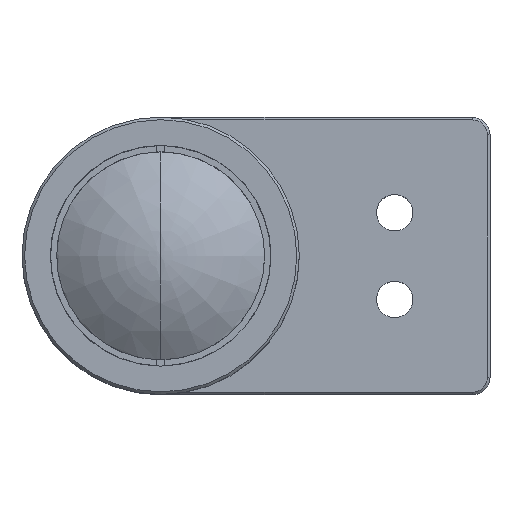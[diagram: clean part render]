
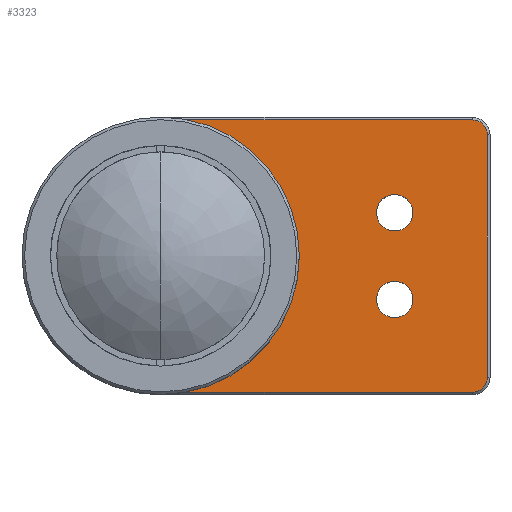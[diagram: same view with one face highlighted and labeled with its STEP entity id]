
A CAD part, top view. The second image highlights one B-rep face of the part: STEP entity #3323.
In plain terms, the highlighted planar face has unit normal (0, 0, 1).
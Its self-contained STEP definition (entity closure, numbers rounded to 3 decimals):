
#188=FACE_BOUND('',#630,.T.);
#189=FACE_BOUND('',#631,.T.);
#402=FACE_OUTER_BOUND('',#629,.T.);
#629=EDGE_LOOP('',(#2674,#2675,#2676,#2677,#2678,#2679));
#630=EDGE_LOOP('',(#2680));
#631=EDGE_LOOP('',(#2681));
#899=LINE('',#11170,#1074);
#900=LINE('',#11174,#1075);
#901=LINE('',#11177,#1076);
#1074=VECTOR('',#4417,10.);
#1075=VECTOR('',#4420,10.);
#1076=VECTOR('',#4423,10.);
#1232=CIRCLE('',#3645,15.7);
#1233=CIRCLE('',#3646,1.7);
#1234=CIRCLE('',#3647,1.7);
#1235=CIRCLE('',#3648,2.1);
#1236=CIRCLE('',#3649,2.1);
#1528=VERTEX_POINT('',#11166);
#1529=VERTEX_POINT('',#11167);
#1530=VERTEX_POINT('',#11169);
#1531=VERTEX_POINT('',#11171);
#1532=VERTEX_POINT('',#11173);
#1533=VERTEX_POINT('',#11175);
#1534=VERTEX_POINT('',#11178);
#1535=VERTEX_POINT('',#11180);
#1934=EDGE_CURVE('',#1528,#1529,#1232,.T.);
#1935=EDGE_CURVE('',#1530,#1528,#899,.T.);
#1936=EDGE_CURVE('',#1531,#1530,#1233,.T.);
#1937=EDGE_CURVE('',#1532,#1531,#900,.T.);
#1938=EDGE_CURVE('',#1533,#1532,#1234,.T.);
#1939=EDGE_CURVE('',#1529,#1533,#901,.T.);
#1940=EDGE_CURVE('',#1534,#1534,#1235,.T.);
#1941=EDGE_CURVE('',#1535,#1535,#1236,.T.);
#2674=ORIENTED_EDGE('',*,*,#1934,.F.);
#2675=ORIENTED_EDGE('',*,*,#1935,.F.);
#2676=ORIENTED_EDGE('',*,*,#1936,.F.);
#2677=ORIENTED_EDGE('',*,*,#1937,.F.);
#2678=ORIENTED_EDGE('',*,*,#1938,.F.);
#2679=ORIENTED_EDGE('',*,*,#1939,.F.);
#2680=ORIENTED_EDGE('',*,*,#1940,.T.);
#2681=ORIENTED_EDGE('',*,*,#1941,.T.);
#2973=PLANE('',#3644);
#3323=ADVANCED_FACE('',(#402,#188,#189),#2973,.T.);
#3644=AXIS2_PLACEMENT_3D('',#11165,#4413,#4414);
#3645=AXIS2_PLACEMENT_3D('',#11168,#4415,#4416);
#3646=AXIS2_PLACEMENT_3D('',#11172,#4418,#4419);
#3647=AXIS2_PLACEMENT_3D('',#11176,#4421,#4422);
#3648=AXIS2_PLACEMENT_3D('',#11179,#4424,#4425);
#3649=AXIS2_PLACEMENT_3D('',#11181,#4426,#4427);
#4413=DIRECTION('center_axis',(0.,0.,
1.));
#4414=DIRECTION('ref_axis',(0.,1.,0.));
#4415=DIRECTION('center_axis',(0.,0.,
1.));
#4416=DIRECTION('ref_axis',(0.,1.,0.));
#4417=DIRECTION('',(-1.,0.,0.));
#4418=DIRECTION('center_axis',(0.,0.,
-1.));
#4419=DIRECTION('ref_axis',(0.707,-0.707,0.));
#4420=DIRECTION('',(0.,-1.,0.));
#4421=DIRECTION('center_axis',(0.,0.,
-1.));
#4422=DIRECTION('ref_axis',(0.707,0.707,0.));
#4423=DIRECTION('',(1.,0.,0.));
#4424=DIRECTION('center_axis',(0.,0.,
-1.));
#4425=DIRECTION('ref_axis',(0.,1.,0.));
#4426=DIRECTION('center_axis',(0.,0.,
-1.));
#4427=DIRECTION('ref_axis',(0.,1.,0.));
#11165=CARTESIAN_POINT('Origin',(-10.427,0.,
0.));
#11166=CARTESIAN_POINT('',(-21.427,-15.7,0.));
#11167=CARTESIAN_POINT('',(-21.427,15.7,0.));
#11168=CARTESIAN_POINT('Origin',(-21.427,0.,
0.));
#11169=CARTESIAN_POINT('',(14.573,-15.7,0.));
#11170=CARTESIAN_POINT('',(-23.927,-15.7,0.));
#11171=CARTESIAN_POINT('',(16.273,-14.,0.));
#11172=CARTESIAN_POINT('Origin',(14.573,-14.,0.));
#11173=CARTESIAN_POINT('',(16.273,14.,0.));
#11174=CARTESIAN_POINT('',(16.273,-8.,0.));
#11175=CARTESIAN_POINT('',(14.573,15.7,0.));
#11176=CARTESIAN_POINT('Origin',(14.573,14.,0.));
#11177=CARTESIAN_POINT('',(3.073,15.7,0.));
#11178=CARTESIAN_POINT('',(5.573,7.1,0.));
#11179=CARTESIAN_POINT('Origin',(5.573,5.,0.));
#11180=CARTESIAN_POINT('',(5.573,-2.9,0.));
#11181=CARTESIAN_POINT('Origin',(5.573,-5.,0.));
